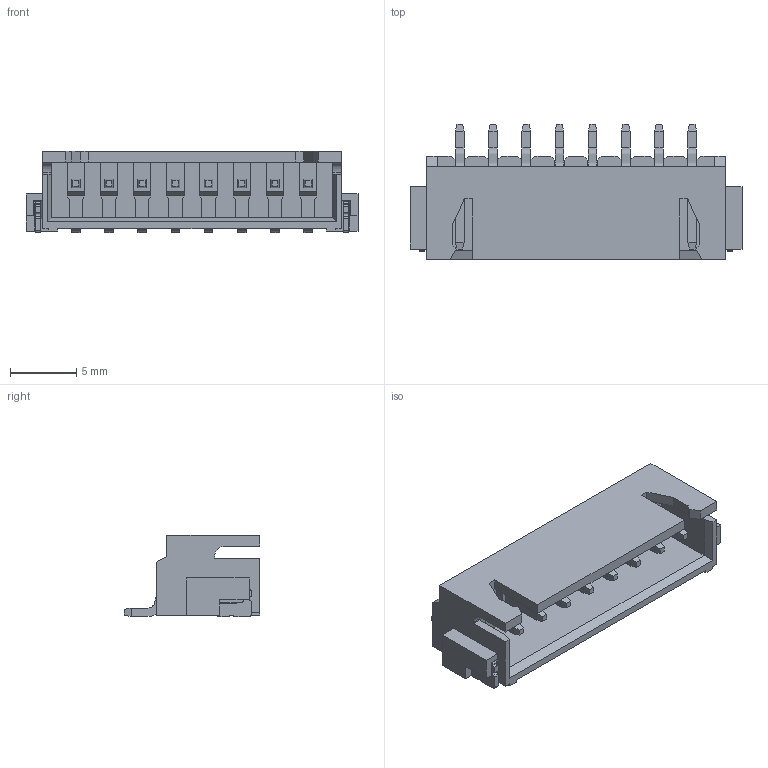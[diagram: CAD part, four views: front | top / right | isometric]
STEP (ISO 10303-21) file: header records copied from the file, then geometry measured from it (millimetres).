
FILE_DESCRIPTION( ('This file contains a STEP AP42 implementation' ,'as created by ZW3D STEP Interface translator.') ,'2;1' );
FILE_NAME( 'WF2501-WZHXXTR1.stp' ,'23 425.10 228', (''), ('ZWCAD Software Co.'), 'Version 1.0', 'ZW3D to STEP translator', '' );
FILE_SCHEMA(('AUTOMOTIVE_DESIGN { 1 0 10303 214 1 1 1 1 }'));
Length unit declared in the file: millimetre
Products named in the file (3): 0; WF2501-WZHXXTR1; ASSEMBLY-HSG
Assembly tree (1 placements, depth 2):
  0
  WF2501-WZHXXTR1
    ASSEMBLY-HSG
Bounding box: 25 x 10.2 x 6.1 mm (x, y, z)
Volume: 477.4 mm3; surface area: 1296.1 mm2
Topology: 1 solids, 1 shells, 553 faces, 1509 edges, 956 vertices
Faces by surface type: plane 471, cylinder 70, bspline 12
Entity records: 17838 total; most frequent: CARTESIAN_POINT 3196, ORIENTED_EDGE 3018, DIRECTION 2771, EDGE_CURVE 1509, VECTOR 1305, LINE 1305, VERTEX_POINT 956, AXIS2_PLACEMENT_3D 733
